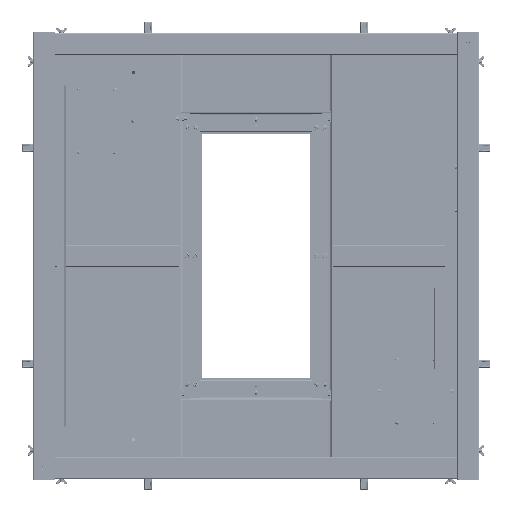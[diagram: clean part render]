
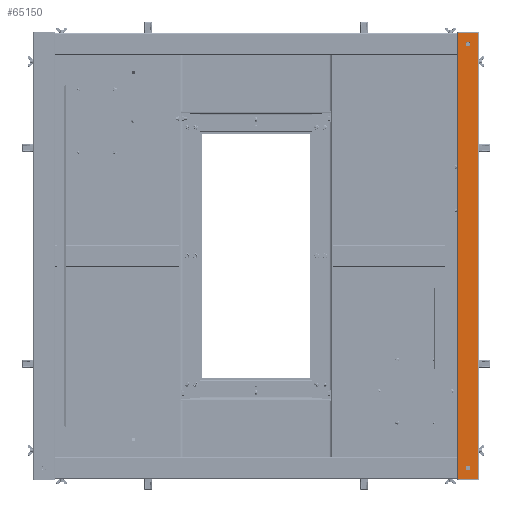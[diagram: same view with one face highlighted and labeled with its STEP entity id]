
A CAD part, front view. The second image highlights one B-rep face of the part: STEP entity #65150.
In plain terms, the highlighted face is planar.
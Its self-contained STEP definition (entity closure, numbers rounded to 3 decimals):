
#398 = EDGE_CURVE ( 'NONE', #52678, #64392, #52446, .T. ) ;
#910 = CARTESIAN_POINT ( 'NONE',  ( -40., -36., 825. ) ) ;
#2669 = DIRECTION ( 'NONE',  ( 0., 1., 0. ) ) ;
#5175 = CIRCLE ( 'NONE', #27596, 8.525 ) ;
#5759 = DIRECTION ( 'NONE',  ( 0., 0., 1. ) ) ;
#6086 = ORIENTED_EDGE ( 'NONE', *, *, #43368, .T. ) ;
#6116 = DIRECTION ( 'NONE',  ( 0., 0., 1. ) ) ;
#7039 = ORIENTED_EDGE ( 'NONE', *, *, #7115, .F. ) ;
#7115 = EDGE_CURVE ( 'NONE', #20591, #38463, #26915, .T. ) ;
#7429 = CIRCLE ( 'NONE', #44828, 8.525 ) ;
#8597 = EDGE_LOOP ( 'NONE', ( #28301, #18724 ) ) ;
#11591 = ORIENTED_EDGE ( 'NONE', *, *, #48021, .T. ) ;
#12654 = VERTEX_POINT ( 'NONE', #34368 ) ;
#13224 = CARTESIAN_POINT ( 'NONE',  ( -40., 36., 825. ) ) ;
#13325 = DIRECTION ( 'NONE',  ( -1., 0., 0. ) ) ;
#14409 = EDGE_CURVE ( 'NONE', #64392, #52678, #5175, .T. ) ;
#17384 = PLANE ( 'NONE',  #21107 ) ;
#18706 = VECTOR ( 'NONE', #58741, 1000. ) ;
#18724 = ORIENTED_EDGE ( 'NONE', *, *, #398, .F. ) ;
#18929 = CARTESIAN_POINT ( 'NONE',  ( -40., 0., 793.525 ) ) ;
#20591 = VERTEX_POINT ( 'NONE', #910 ) ;
#21107 = AXIS2_PLACEMENT_3D ( 'NONE', #49129, #27726, #2669 ) ;
#21290 = DIRECTION ( 'NONE',  ( 0., -1., 0. ) ) ;
#22389 = FACE_BOUND ( 'NONE', #58403, .T. ) ;
#23225 = LINE ( 'NONE', #27918, #42223 ) ;
#23622 = EDGE_CURVE ( 'NONE', #28900, #12654, #33266, .T. ) ;
#23705 = FACE_OUTER_BOUND ( 'NONE', #38873, .T. ) ;
#25066 = VECTOR ( 'NONE', #51340, 1000. ) ;
#25534 = ORIENTED_EDGE ( 'NONE', *, *, #23622, .F. ) ;
#26915 = LINE ( 'NONE', #56357, #25066 ) ;
#27596 = AXIS2_PLACEMENT_3D ( 'NONE', #40549, #34867, #5759 ) ;
#27726 = DIRECTION ( 'NONE',  ( 1., 0., 0. ) ) ;
#27918 = CARTESIAN_POINT ( 'NONE',  ( -40., 36., 825. ) ) ;
#28301 = ORIENTED_EDGE ( 'NONE', *, *, #14409, .F. ) ;
#28900 = VERTEX_POINT ( 'NONE', #64635 ) ;
#31132 = AXIS2_PLACEMENT_3D ( 'NONE', #59180, #13325, #63307 ) ;
#31196 = DIRECTION ( 'NONE',  ( -1., 0., 0. ) ) ;
#31451 = CARTESIAN_POINT ( 'NONE',  ( -40., 0., 785. ) ) ;
#32191 = VERTEX_POINT ( 'NONE', #37004 ) ;
#33266 = CIRCLE ( 'NONE', #31132, 8.525 ) ;
#34368 = CARTESIAN_POINT ( 'NONE',  ( -40., 0., -793.525 ) ) ;
#34867 = DIRECTION ( 'NONE',  ( -1., 0., 0. ) ) ;
#37004 = CARTESIAN_POINT ( 'NONE',  ( -40., 36., -825. ) ) ;
#38463 = VERTEX_POINT ( 'NONE', #48168 ) ;
#38873 = EDGE_LOOP ( 'NONE', ( #6086, #7039, #39476, #11591 ) ) ;
#38949 = CARTESIAN_POINT ( 'NONE',  ( -40., 0., 776.475 ) ) ;
#39476 = ORIENTED_EDGE ( 'NONE', *, *, #61950, .F. ) ;
#40549 = CARTESIAN_POINT ( 'NONE',  ( -40., 0., 785. ) ) ;
#40704 = AXIS2_PLACEMENT_3D ( 'NONE', #31451, #57884, #62260 ) ;
#42023 = LINE ( 'NONE', #47040, #43141 ) ;
#42223 = VECTOR ( 'NONE', #53669, 1000. ) ;
#43141 = VECTOR ( 'NONE', #21290, 1000. ) ;
#43368 = EDGE_CURVE ( 'NONE', #32191, #38463, #42023, .T. ) ;
#44120 = FACE_BOUND ( 'NONE', #8597, .T. ) ;
#44828 = AXIS2_PLACEMENT_3D ( 'NONE', #52596, #31196, #6116 ) ;
#47040 = CARTESIAN_POINT ( 'NONE',  ( -40., 36., -825. ) ) ;
#48021 = EDGE_CURVE ( 'NONE', #60288, #32191, #53382, .T. ) ;
#48168 = CARTESIAN_POINT ( 'NONE',  ( -40., -36., -825. ) ) ;
#49129 = CARTESIAN_POINT ( 'NONE',  ( -40., 36., 825. ) ) ;
#51340 = DIRECTION ( 'NONE',  ( 0., 0., -1. ) ) ;
#52446 = CIRCLE ( 'NONE', #40704, 8.525 ) ;
#52596 = CARTESIAN_POINT ( 'NONE',  ( -40., 0., -785. ) ) ;
#52678 = VERTEX_POINT ( 'NONE', #38949 ) ;
#53382 = LINE ( 'NONE', #13224, #18706 ) ;
#53669 = DIRECTION ( 'NONE',  ( 0., -1., 0. ) ) ;
#56357 = CARTESIAN_POINT ( 'NONE',  ( -40., -36., 825. ) ) ;
#57884 = DIRECTION ( 'NONE',  ( -1., 0., 0. ) ) ;
#58403 = EDGE_LOOP ( 'NONE', ( #25534, #62665 ) ) ;
#58741 = DIRECTION ( 'NONE',  ( 0., 0., -1. ) ) ;
#59180 = CARTESIAN_POINT ( 'NONE',  ( -40., 0., -785. ) ) ;
#59774 = EDGE_CURVE ( 'NONE', #12654, #28900, #7429, .T. ) ;
#60288 = VERTEX_POINT ( 'NONE', #65289 ) ;
#61950 = EDGE_CURVE ( 'NONE', #60288, #20591, #23225, .T. ) ;
#62260 = DIRECTION ( 'NONE',  ( 0., 0., 1. ) ) ;
#62665 = ORIENTED_EDGE ( 'NONE', *, *, #59774, .F. ) ;
#63307 = DIRECTION ( 'NONE',  ( 0., 0., 1. ) ) ;
#64392 = VERTEX_POINT ( 'NONE', #18929 ) ;
#64635 = CARTESIAN_POINT ( 'NONE',  ( -40., 0., -776.475 ) ) ;
#65150 = ADVANCED_FACE ( 'NONE', ( #44120, #22389, #23705 ), #17384, .F. ) ;
#65289 = CARTESIAN_POINT ( 'NONE',  ( -40., 36., 825. ) ) ;
